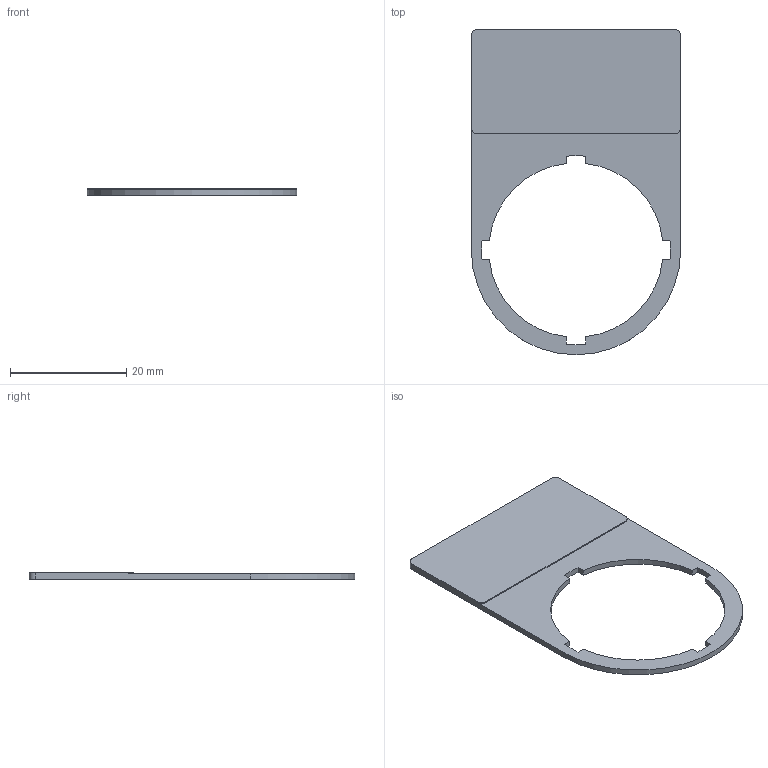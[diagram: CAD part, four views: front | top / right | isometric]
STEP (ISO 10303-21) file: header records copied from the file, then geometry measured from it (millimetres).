
FILE_DESCRIPTION(('CATIA V5R19 STEP'),'2;1');
FILE_NAME ('D1451948_0', '2015-06-26T12:44:06+00:00', ('Weidmueller Interface'), ('Weidmueller'), 'CATIA Version 5 Release 20 SP 5 (IN-10)', 'CATIA V5 STEP AP214', 'none');
FILE_SCHEMA(('AUTOMOTIVE_DESIGN { 1 0 10303 214 1 1 1 1 }'));
Length unit declared in the file: millimetre
Products named in the file (1): SM 36/18-30
Bounding box: 36 x 56 x 1.2 mm (x, y, z)
Volume: 1282.5 mm3; surface area: 2599.5 mm2
Topology: 1 solids, 1 shells, 28 faces, 78 edges, 52 vertices
Faces by surface type: plane 15, cylinder 13
Entity records: 869 total; most frequent: ORIENTED_EDGE 156, CARTESIAN_POINT 151, DIRECTION 118, EDGE_CURVE 78, VECTOR 52, LINE 52, VERTEX_POINT 52, AXIS2_PLACEMENT_3D 47
